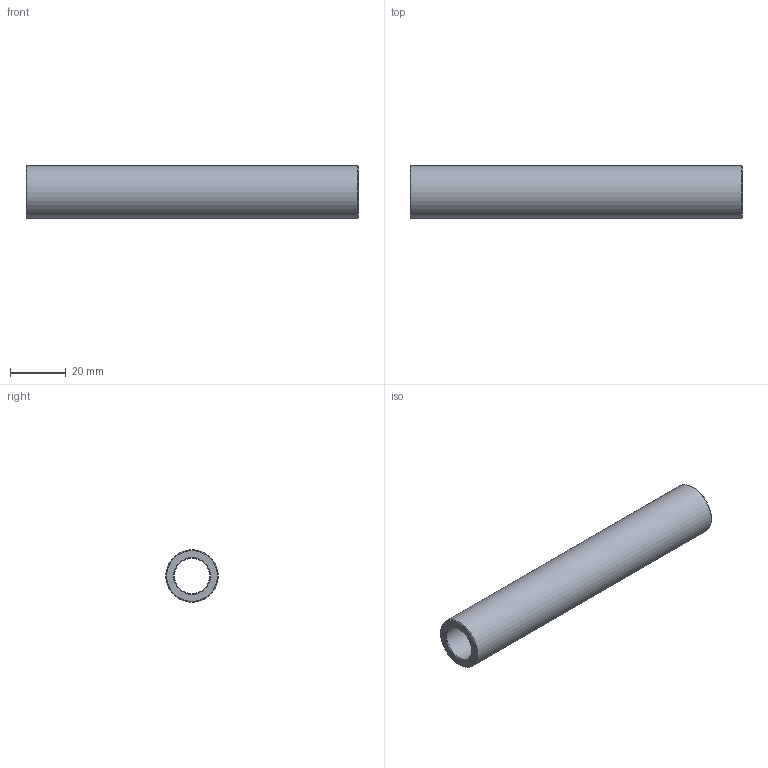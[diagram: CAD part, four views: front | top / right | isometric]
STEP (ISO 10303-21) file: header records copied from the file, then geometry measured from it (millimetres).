
FILE_DESCRIPTION(('FreeCAD Model'),'2;1');
FILE_NAME('Open CASCADE Shape Model','2024-03-27T15:38:45',(''),(''), 'Open CASCADE STEP processor 7.6','FreeCAD','Unknown');
FILE_SCHEMA(('AUTOMOTIVE_DESIGN { 1 0 10303 214 1 1 1 1 }'));
Length unit declared in the file: millimetre
Products named in the file (1): Spacer BUD FRE PLN BU01.50x09.50 - SPN-SPR-0253 (stemfie.org)
Bounding box: 118.75 x 18.75 x 18.75 mm (x, y, z)
Volume: 17973.1 mm3; surface area: 11964.3 mm2
Topology: 1 solids, 1 shells, 471 faces, 1310 edges, 872 vertices
Faces by surface type: plane 309, extrusion 156, cone 4, cylinder 2
Full cylindrical faces by diameter (mm): 12.6 x1, 18.75 x1
Entity records: 15098 total; most frequent: CARTESIAN_POINT 3590, ORIENTED_EDGE 2620, DIRECTION 1794, EDGE_CURVE 1310, VECTOR 1146, LINE 990, VERTEX_POINT 872, FACE_BOUND 504
